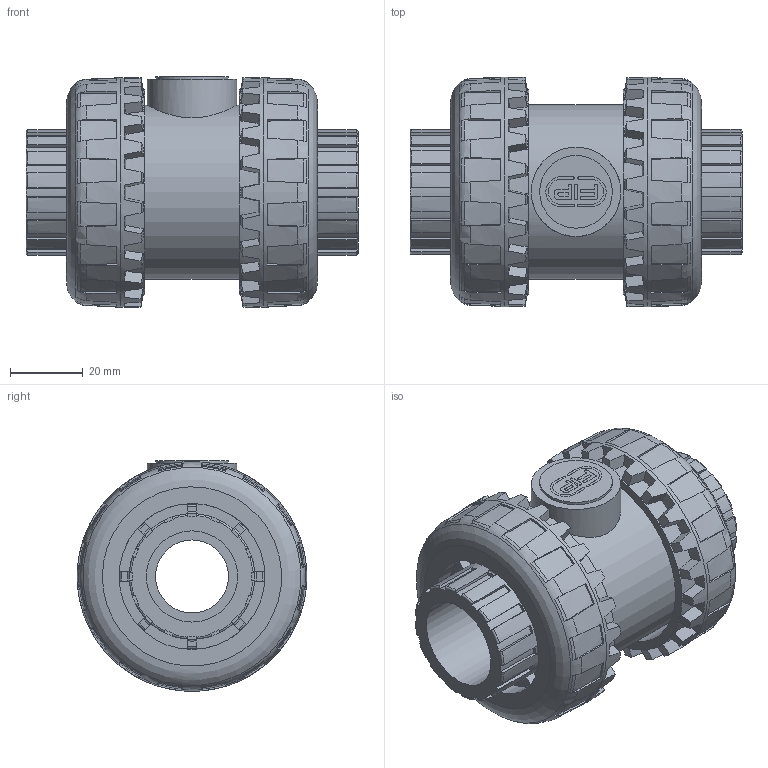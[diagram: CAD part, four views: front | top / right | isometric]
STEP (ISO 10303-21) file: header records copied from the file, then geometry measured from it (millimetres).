
FILE_DESCRIPTION(/* description */ (''),/* implementation_level */ '2;1');
FILE_NAME(/* name */ 'SXEIV025E.iam.stp',/* time_stamp */ '2013-10-01T10:25:27+02:00',/* author */ ('bfaro'),/* organization */ (''),/* preprocessor_version */ 'ST-DEVELOPER v15.2',/* originating_system */ 'Autodesk Inventor 2014',/* authorisation */ '');
FILE_SCHEMA (('AUTOMOTIVE_DESIGN { 1 0 10303 214 3 1 1 }'));
Length unit declared in the file: millimetre
Products named in the file (5): corpo valvola VEE 25; NTVXE025V; ENDIV025; Piastrina 25; SXEIV025E
Bounding box: 91 x 63 x 63.25 mm (x, y, z)
Volume: 137658.6 mm3; surface area: 51533 mm2
Topology: 6 solids, 6 shells, 707 faces, 2033 edges, 1355 vertices
Faces by surface type: plane 402, cone 130, torus 88, cylinder 87
Full cylindrical faces by diameter (mm): 19.9 x1, 20 x2, 24.5 x1, 25 x3, 34.4 x2, 40 x2, 43.8 x2, 47.7 x3, 48.3 x2, 51.2 x2
Entity records: 13000 total; most frequent: CARTESIAN_POINT 2928, DIRECTION 2216, ORIENTED_EDGE 2118, EDGE_CURVE 1059, AXIS2_PLACEMENT_3D 937, VERTEX_POINT 715, EDGE_LOOP 418, CIRCLE 388
